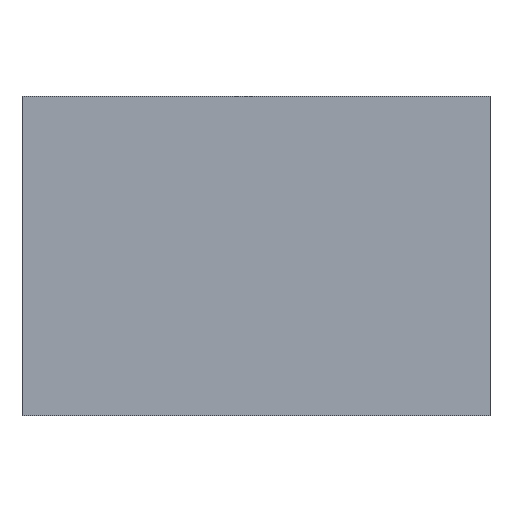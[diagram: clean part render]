
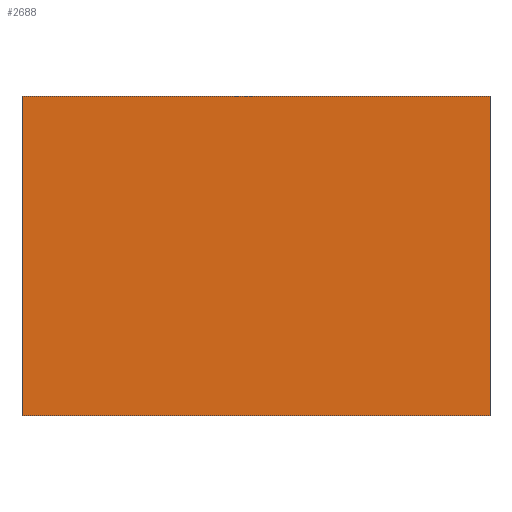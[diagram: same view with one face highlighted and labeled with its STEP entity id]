
A CAD part, front view. The second image highlights one B-rep face of the part: STEP entity #2688.
In plain terms, the highlighted planar face has unit normal (0, -1, 0).
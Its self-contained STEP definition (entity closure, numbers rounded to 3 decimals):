
#80 = VERTEX_POINT ( 'NONE', #802 ) ;
#94 = EDGE_CURVE ( 'NONE', #837, #151, #1712, .T. ) ;
#151 = VERTEX_POINT ( 'NONE', #1744 ) ;
#223 = DIRECTION ( 'NONE',  ( 0., 0., -1. ) ) ;
#291 = LINE ( 'NONE', #1223, #511 ) ;
#306 = CARTESIAN_POINT ( 'NONE',  ( -116.837, 0., -79.801 ) ) ;
#429 = DIRECTION ( 'NONE',  ( 0., -1., 0. ) ) ;
#511 = VECTOR ( 'NONE', #1006, 1000. ) ;
#556 = VECTOR ( 'NONE', #2565, 1000. ) ;
#602 = VERTEX_POINT ( 'NONE', #2157 ) ;
#620 = DIRECTION ( 'NONE',  ( 1., 0., 0. ) ) ;
#631 = DIRECTION ( 'NONE',  ( 0., 0., -1. ) ) ;
#666 = LINE ( 'NONE', #2169, #2000 ) ;
#683 = EDGE_CURVE ( 'NONE', #602, #80, #666, .T. ) ;
#688 = EDGE_CURVE ( 'NONE', #151, #602, #1547, .T. ) ;
#802 = CARTESIAN_POINT ( 'NONE',  ( 116.838, 0., -79.801 ) ) ;
#837 = VERTEX_POINT ( 'NONE', #306 ) ;
#1006 = DIRECTION ( 'NONE',  ( -1., 0., 0. ) ) ;
#1011 = ORIENTED_EDGE ( 'NONE', *, *, #94, .F. ) ;
#1022 = FACE_OUTER_BOUND ( 'NONE', #2028, .T. ) ;
#1114 = CARTESIAN_POINT ( 'NONE',  ( -116.837, 0., 79.8 ) ) ;
#1144 = ORIENTED_EDGE ( 'NONE', *, *, #683, .F. ) ;
#1223 = CARTESIAN_POINT ( 'NONE',  ( -116.837, 0., -79.801 ) ) ;
#1547 = LINE ( 'NONE', #1114, #2363 ) ;
#1679 = CARTESIAN_POINT ( 'NONE',  ( -116.837, 0., 79.8 ) ) ;
#1712 = LINE ( 'NONE', #1679, #556 ) ;
#1744 = CARTESIAN_POINT ( 'NONE',  ( -116.837, 0., 79.8 ) ) ;
#2000 = VECTOR ( 'NONE', #223, 1000. ) ;
#2028 = EDGE_LOOP ( 'NONE', ( #1144, #2276, #1011, #2466 ) ) ;
#2157 = CARTESIAN_POINT ( 'NONE',  ( 116.838, 0., 79.8 ) ) ;
#2169 = CARTESIAN_POINT ( 'NONE',  ( 116.838, 0., 79.8 ) ) ;
#2182 = AXIS2_PLACEMENT_3D ( 'NONE', #2634, #429, #631 ) ;
#2276 = ORIENTED_EDGE ( 'NONE', *, *, #688, .F. ) ;
#2363 = VECTOR ( 'NONE', #620, 1000. ) ;
#2394 = PLANE ( 'NONE',  #2182 ) ;
#2466 = ORIENTED_EDGE ( 'NONE', *, *, #2501, .F. ) ;
#2501 = EDGE_CURVE ( 'NONE', #80, #837, #291, .T. ) ;
#2565 = DIRECTION ( 'NONE',  ( 0., 0., 1. ) ) ;
#2634 = CARTESIAN_POINT ( 'NONE',  ( 0., 0., 0. ) ) ;
#2688 = ADVANCED_FACE ( 'NONE', ( #1022 ), #2394, .T. ) ;
